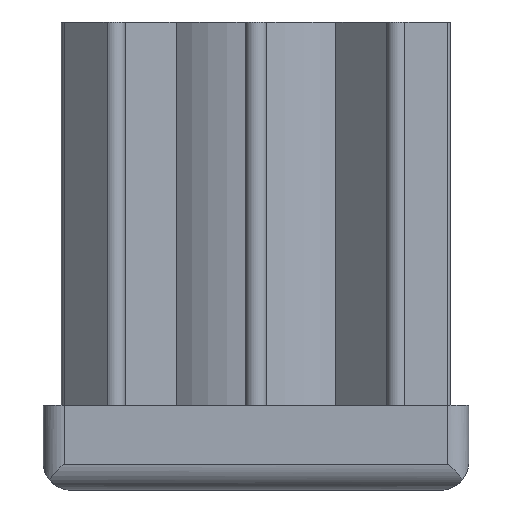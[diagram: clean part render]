
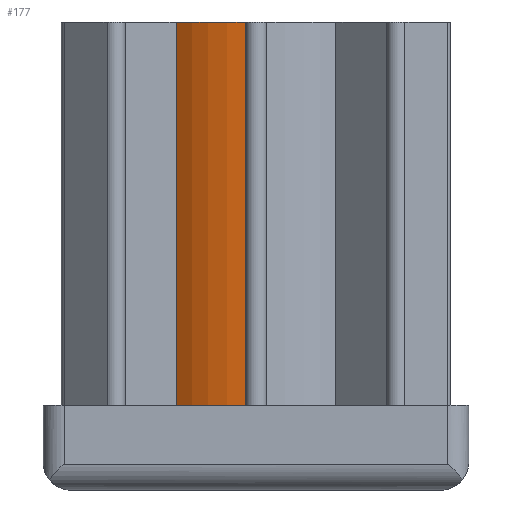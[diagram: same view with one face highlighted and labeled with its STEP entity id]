
A CAD part, front view. The second image highlights one B-rep face of the part: STEP entity #177.
In plain terms, the highlighted cylindrical face has radius 8.75 mm (diameter 17.5 mm), a partial arc.
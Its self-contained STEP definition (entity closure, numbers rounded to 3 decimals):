
#177 = ADVANCED_FACE( '', ( #376 ), #377, .T. );
#376 = FACE_OUTER_BOUND( '', #591, .T. );
#377 = CYLINDRICAL_SURFACE( '', #592, 8.75 );
#591 = EDGE_LOOP( '', ( #1110, #1111, #1112, #1113 ) );
#592 = AXIS2_PLACEMENT_3D( '', #1114, #1115, #1116 );
#1110 = ORIENTED_EDGE( '', *, *, #1389, .T. );
#1111 = ORIENTED_EDGE( '', *, *, #1373, .T. );
#1112 = ORIENTED_EDGE( '', *, *, #1454, .F. );
#1113 = ORIENTED_EDGE( '', *, *, #1487, .F. );
#1114 = CARTESIAN_POINT( '', ( 0., 0., 33. ) );
#1115 = DIRECTION( '', ( 0., 0., 1. ) );
#1116 = DIRECTION( '', ( -1., 0., 0. ) );
#1373 = EDGE_CURVE( '', #1686, #1684, #1687, .T. );
#1389 = EDGE_CURVE( '', #1711, #1686, #1712, .T. );
#1454 = EDGE_CURVE( '', #1805, #1684, #1806, .T. );
#1487 = EDGE_CURVE( '', #1711, #1805, #1850, .T. );
#1684 = VERTEX_POINT( '', #2099 );
#1686 = VERTEX_POINT( '', #2102 );
#1687 = CIRCLE( '', #2103, 8.75 );
#1711 = VERTEX_POINT( '', #2134 );
#1712 = LINE( '', #2135, #2136 );
#1805 = VERTEX_POINT( '', #2313 );
#1806 = LINE( '', #2314, #2315 );
#1850 = CIRCLE( '', #2387, 8.75 );
#2099 = CARTESIAN_POINT( '', ( -0.75, -8.718, 6. ) );
#2102 = CARTESIAN_POINT( '', ( -5.634, -6.695, 6. ) );
#2103 = AXIS2_PLACEMENT_3D( '', #2675, #2676, #2677 );
#2134 = CARTESIAN_POINT( '', ( -5.634, -6.695, 33. ) );
#2135 = CARTESIAN_POINT( '', ( -5.634, -6.695, 33. ) );
#2136 = VECTOR( '', #2697, 1000. );
#2313 = CARTESIAN_POINT( '', ( -0.75, -8.718, 33. ) );
#2314 = CARTESIAN_POINT( '', ( -0.75, -8.718, 33. ) );
#2315 = VECTOR( '', #2752, 1000. );
#2387 = AXIS2_PLACEMENT_3D( '', #2778, #2779, #2780 );
#2675 = CARTESIAN_POINT( '', ( 0., 0., 6. ) );
#2676 = DIRECTION( '', ( 0., 0., 1. ) );
#2677 = DIRECTION( '', ( 1., 0., 0. ) );
#2697 = DIRECTION( '', ( 0., 0., -1. ) );
#2752 = DIRECTION( '', ( 0., 0., -1. ) );
#2778 = CARTESIAN_POINT( '', ( 0., 0., 33. ) );
#2779 = DIRECTION( '', ( 0., 0., 1. ) );
#2780 = DIRECTION( '', ( 1., 0., 0. ) );
